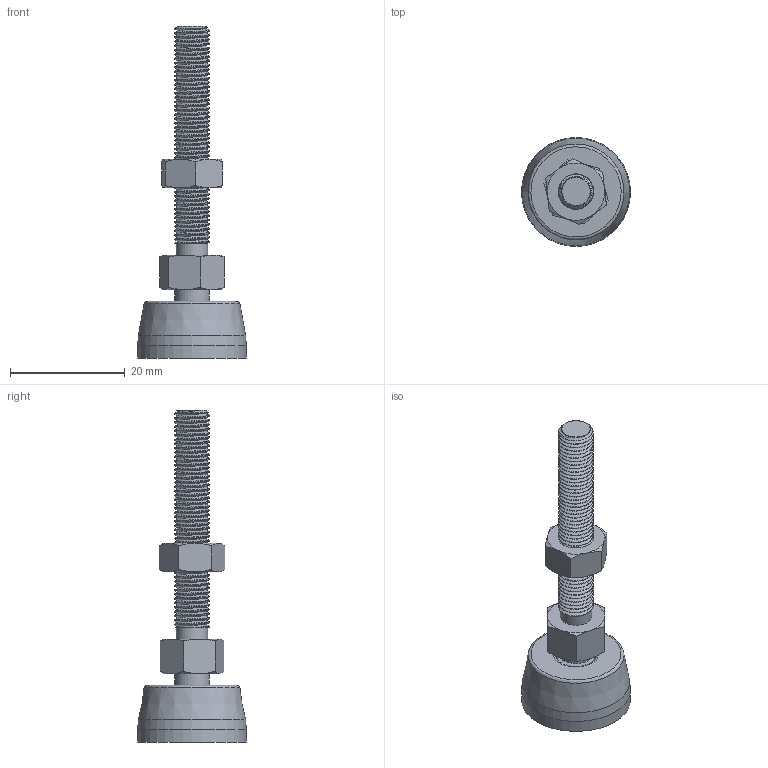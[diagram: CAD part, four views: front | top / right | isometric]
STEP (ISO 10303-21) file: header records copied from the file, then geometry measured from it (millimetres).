
FILE_DESCRIPTION (( 'STEP AP203' ), '1' );
FILE_NAME ('AL-340.0802A.01.STEP', '2023-07-31T13:26:35', ( '' ), ( '' ), 'SwSTEP 2.0', 'SolidWorks 2021', '' );
FILE_SCHEMA (( 'CONFIG_CONTROL_DESIGN' ));
Length unit declared in the file: millimetre
Products named in the file (4): Imported; AL-340.0802A.01; M6 Nut; Verzle DIN 6923 - M6
Assembly tree (3 placements, depth 2):
  AL-340.0802A.01
    Verzle DIN 6923 - M6
    Imported
    M6 Nut
Bounding box: 19 x 19 x 57.9 mm (x, y, z)
Volume: 4340.7 mm3; surface area: 3179.1 mm2
Topology: 3 solids, 3 shells, 65 faces, 265 edges, 209 vertices
Faces by surface type: cone 29, plane 22, bspline 7, cylinder 6, torus 1
Full cylindrical faces by diameter (mm): 5.5 x1, 6 x1, 7 x1, 19 x1
Entity records: 35530 total; most frequent: CARTESIAN_POINT 33297, ORIENTED_EDGE 498, EDGE_CURVE 249, DIRECTION 227, VERTEX_POINT 203, B_SPLINE_CURVE_WITH_KNOTS 189, AXIS2_PLACEMENT_3D 107, EDGE_LOOP 80
